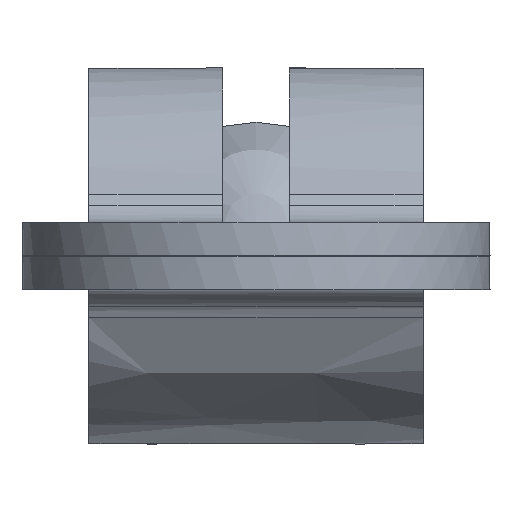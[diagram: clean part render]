
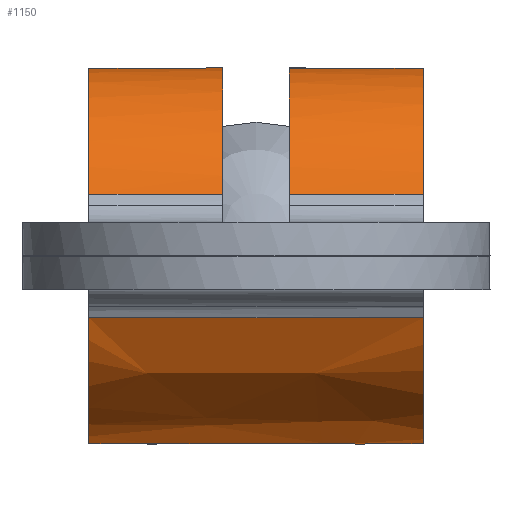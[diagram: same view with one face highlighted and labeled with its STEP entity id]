
A CAD part, left-side view. The second image highlights one B-rep face of the part: STEP entity #1150.
In plain terms, the highlighted free-form (B-spline) face has degree [1, 2] with [2, 9] control points.
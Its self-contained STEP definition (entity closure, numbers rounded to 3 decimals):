
#237=CARTESIAN_POINT('',(-0.5,0.4,-2.121));
#238=VERTEX_POINT('',#237);
#299=CARTESIAN_POINT('',(2.375,0.4,0.74));
#300=VERTEX_POINT('',#299);
#314=CARTESIAN_POINT('',(2.375,0.4,0.74));
#315=CARTESIAN_POINT('',(1.785,0.4,2.434));
#316=CARTESIAN_POINT('',(0.002,0.4,2.236));
#317=CARTESIAN_POINT('',(-1.78,0.4,2.039));
#318=CARTESIAN_POINT('',(-1.985,0.4,0.258));
#319=CARTESIAN_POINT('',(-2.191,0.4,-1.524));
#320=CARTESIAN_POINT('',(-0.5,0.4,-2.121));
#328=(BOUNDED_CURVE()B_SPLINE_CURVE(2,(#314,#315,#316,#317,#318,#319,#320),.UNSPECIFIED.,.F.,.U.)B_SPLINE_CURVE_WITH_KNOTS((3,2,2,3),(0.0,0.333,0.667,1.0),.UNSPECIFIED.)CURVE()GEOMETRIC_REPRESENTATION_ITEM()RATIONAL_B_SPLINE_CURVE((1.0,0.782,1.0,0.782,1.0,0.782,1.0))REPRESENTATION_ITEM(''));
#329=EDGE_CURVE('',#300,#238,#328,.T.);
#339=CARTESIAN_POINT('',(-0.5,-0.4,-2.121));
#340=VERTEX_POINT('',#339);
#341=CARTESIAN_POINT('',(2.375,-0.4,0.74));
#342=VERTEX_POINT('',#341);
#343=CARTESIAN_POINT('',(-0.5,-0.4,-2.121));
#344=CARTESIAN_POINT('',(-2.191,-0.4,-1.524));
#345=CARTESIAN_POINT('',(-1.985,-0.4,0.258));
#346=CARTESIAN_POINT('',(-1.78,-0.4,2.039));
#347=CARTESIAN_POINT('',(0.002,-0.4,2.236));
#348=CARTESIAN_POINT('',(1.785,-0.4,2.434));
#349=CARTESIAN_POINT('',(2.375,-0.4,0.74));
#357=(BOUNDED_CURVE()B_SPLINE_CURVE(2,(#343,#344,#345,#346,#347,#348,#349),.UNSPECIFIED.,.F.,.U.)B_SPLINE_CURVE_WITH_KNOTS((3,2,2,3),(0.0,0.333,0.667,1.0),.UNSPECIFIED.)CURVE()GEOMETRIC_REPRESENTATION_ITEM()RATIONAL_B_SPLINE_CURVE((1.0,0.782,1.0,0.782,1.0,0.782,1.0))REPRESENTATION_ITEM(''));
#358=EDGE_CURVE('',#340,#342,#357,.T.);
#443=CARTESIAN_POINT('',(-0.5,0.4,-2.121));
#444=CARTESIAN_POINT('',(-0.5,-0.4,-2.121));
#445=QUASI_UNIFORM_CURVE('',1,(#443,#444),.UNSPECIFIED.,.F.,.U.);
#446=EDGE_CURVE('',#238,#340,#445,.T.);
#879=CARTESIAN_POINT('',(2.375,-2.0,0.74));
#880=VERTEX_POINT('',#879);
#894=CARTESIAN_POINT('',(2.375,-2.0,-0.74));
#895=VERTEX_POINT('',#894);
#896=CARTESIAN_POINT('',(2.375,-2.0,0.74));
#897=CARTESIAN_POINT('',(1.749,-2.,2.536));
#898=CARTESIAN_POINT('',(-0.125,-2.0,2.218));
#899=CARTESIAN_POINT('',(-2.,-2.,1.901));
#900=CARTESIAN_POINT('',(-2.0,-2.0,0.0));
#901=CARTESIAN_POINT('',(-2.,-2.,-1.901));
#902=CARTESIAN_POINT('',(-0.125,-2.0,-2.218));
#903=CARTESIAN_POINT('',(1.749,-2.,-2.536));
#904=CARTESIAN_POINT('',(2.375,-2.0,-0.74));
#912=(BOUNDED_CURVE()B_SPLINE_CURVE(2,(#896,#897,#898,#899,#900,#901,#902,#903,#904),.UNSPECIFIED.,.F.,.U.)B_SPLINE_CURVE_WITH_KNOTS((3,2,2,2,3),(0.0,0.25,0.5,0.75,1.0),.UNSPECIFIED.)CURVE()GEOMETRIC_REPRESENTATION_ITEM()RATIONAL_B_SPLINE_CURVE((1.0,0.764,1.0,0.764,1.0,0.764,1.0,0.764,1.0))REPRESENTATION_ITEM(''));
#913=EDGE_CURVE('',#880,#895,#912,.T.);
#987=CARTESIAN_POINT('',(2.375,2.,-0.74));
#988=VERTEX_POINT('',#987);
#1002=CARTESIAN_POINT('',(2.375,2.,0.74));
#1003=VERTEX_POINT('',#1002);
#1004=CARTESIAN_POINT('',(2.375,2.,-0.74));
#1005=CARTESIAN_POINT('',(1.749,2.,-2.536));
#1006=CARTESIAN_POINT('',(-0.125,2.,-2.218));
#1007=CARTESIAN_POINT('',(-2.,2.,-1.901));
#1008=CARTESIAN_POINT('',(-2.0,2.,0.0));
#1009=CARTESIAN_POINT('',(-2.,2.,1.901));
#1010=CARTESIAN_POINT('',(-0.125,2.,2.218));
#1011=CARTESIAN_POINT('',(1.749,2.,2.536));
#1012=CARTESIAN_POINT('',(2.375,2.,0.74));
#1020=(BOUNDED_CURVE()B_SPLINE_CURVE(2,(#1004,#1005,#1006,#1007,#1008,#1009,#1010,#1011,#1012),.UNSPECIFIED.,.F.,.U.)B_SPLINE_CURVE_WITH_KNOTS((3,2,2,2,3),(0.0,0.25,0.5,0.75,1.0),.UNSPECIFIED.)CURVE()GEOMETRIC_REPRESENTATION_ITEM()RATIONAL_B_SPLINE_CURVE((1.0,0.764,1.0,0.764,1.0,0.764,1.0,0.764,1.0))REPRESENTATION_ITEM(''));
#1021=EDGE_CURVE('',#988,#1003,#1020,.T.);
#1072=CARTESIAN_POINT('',(2.375,-0.4,0.74));
#1073=CARTESIAN_POINT('',(2.375,-2.0,0.74));
#1074=QUASI_UNIFORM_CURVE('',1,(#1072,#1073),.UNSPECIFIED.,.F.,.U.);
#1075=EDGE_CURVE('',#342,#880,#1074,.T.);
#1095=CARTESIAN_POINT('',(2.375,2.,-0.74));
#1096=CARTESIAN_POINT('',(2.375,-2.0,-0.74));
#1097=QUASI_UNIFORM_CURVE('',1,(#1095,#1096),.UNSPECIFIED.,.F.,.U.);
#1098=EDGE_CURVE('',#988,#895,#1097,.T.);
#1110=CARTESIAN_POINT('',(2.398,2.1,-0.669));
#1111=CARTESIAN_POINT('',(2.398,-2.102,-0.669));
#1112=CARTESIAN_POINT('',(1.817,2.1,-2.536));
#1113=CARTESIAN_POINT('',(1.817,-2.102,-2.536));
#1114=CARTESIAN_POINT('',(-0.113,2.1,-2.221));
#1115=CARTESIAN_POINT('',(-0.113,-2.102,-2.221));
#1116=CARTESIAN_POINT('',(-2.043,2.1,-1.905));
#1117=CARTESIAN_POINT('',(-2.043,-2.102,-1.905));
#1118=CARTESIAN_POINT('',(-1.999,2.1,0.051));
#1119=CARTESIAN_POINT('',(-1.999,-2.102,0.051));
#1120=CARTESIAN_POINT('',(-1.956,2.1,2.006));
#1121=CARTESIAN_POINT('',(-1.956,-2.102,2.006));
#1122=CARTESIAN_POINT('',(-0.013,2.1,2.235));
#1123=CARTESIAN_POINT('',(-0.013,-2.102,2.235));
#1124=CARTESIAN_POINT('',(1.929,2.1,2.463));
#1125=CARTESIAN_POINT('',(1.929,-2.102,2.463));
#1126=CARTESIAN_POINT('',(2.426,2.1,0.571));
#1127=CARTESIAN_POINT('',(2.426,-2.102,0.571));
#1135=(BOUNDED_SURFACE()B_SPLINE_SURFACE(1,2,((#1110,#1112,#1114,#1116,#1118,#1120,#1122,#1124,#1126),(#1111,#1113,#1115,#1117,#1119,#1121,#1123,#1125,#1127)),.UNSPECIFIED.,.F.,.F.,.U.)B_SPLINE_SURFACE_WITH_KNOTS((2,2),(3,2,2,2,3),(0.0,4.202),(0.0,3.365,6.73,10.095,13.46),.UNSPECIFIED.)GEOMETRIC_REPRESENTATION_ITEM()RATIONAL_B_SPLINE_SURFACE(((1.0,0.755,1.0,0.755,1.0,0.755,1.0,0.755,1.0),(1.0,0.755,1.0,0.755,1.0,0.755,1.0,0.755,1.0)))REPRESENTATION_ITEM('')SURFACE());
#1136=ORIENTED_EDGE('',*,*,#329,.F.);
#1137=CARTESIAN_POINT('',(2.375,2.,0.74));
#1138=CARTESIAN_POINT('',(2.375,0.4,0.74));
#1139=QUASI_UNIFORM_CURVE('',1,(#1137,#1138),.UNSPECIFIED.,.F.,.U.);
#1140=EDGE_CURVE('',#1003,#300,#1139,.T.);
#1141=ORIENTED_EDGE('',*,*,#1140,.F.);
#1142=ORIENTED_EDGE('',*,*,#1021,.F.);
#1143=ORIENTED_EDGE('',*,*,#1098,.T.);
#1144=ORIENTED_EDGE('',*,*,#913,.F.);
#1145=ORIENTED_EDGE('',*,*,#1075,.F.);
#1146=ORIENTED_EDGE('',*,*,#358,.F.);
#1147=ORIENTED_EDGE('',*,*,#446,.F.);
#1148=EDGE_LOOP('',(#1136,#1141,#1142,#1143,#1144,#1145,#1146,#1147));
#1149=FACE_OUTER_BOUND('',#1148,.T.);
#1150=ADVANCED_FACE('',(#1149),#1135,.T.);
